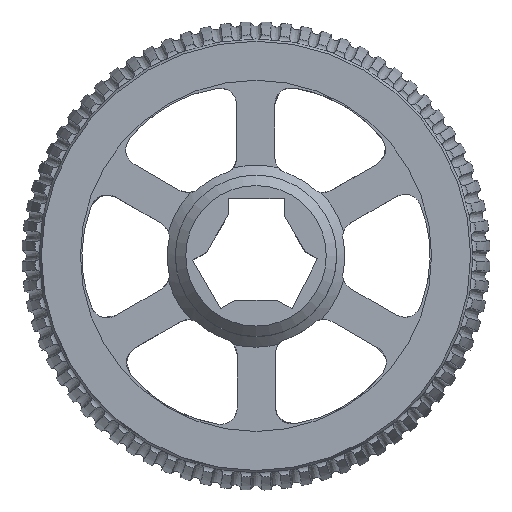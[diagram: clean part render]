
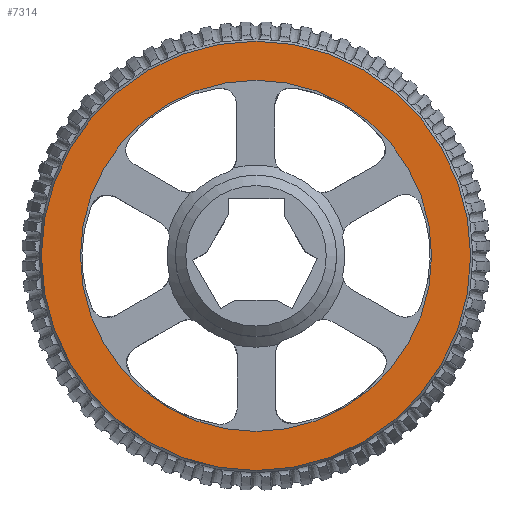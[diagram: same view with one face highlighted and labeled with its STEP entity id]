
A CAD part, top view. The second image highlights one B-rep face of the part: STEP entity #7314.
In plain terms, the highlighted planar face has unit normal (0, 0, 1).
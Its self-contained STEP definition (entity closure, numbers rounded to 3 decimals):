
#2061=CARTESIAN_POINT('',(-22.042,-6.098,13.674));
#2062=VERTEX_POINT('',#2061);
#2072=CARTESIAN_POINT('',(-22.042,0.652,13.674));
#2073=DIRECTION('',(-0.,0.,1.));
#2074=DIRECTION('',(0.,-1.,0.));
#2075=AXIS2_PLACEMENT_3D('',#2072,#2073,#2074);
#2076=CIRCLE('',#2075,6.75);
#2077=EDGE_CURVE('',#2062,#2062,#2076,.T.);
#7084=CARTESIAN_POINT('',(-22.042,-7.598,13.674));
#7085=VERTEX_POINT('',#7084);
#7109=CARTESIAN_POINT('',(-22.042,0.652,13.674));
#7110=DIRECTION('',(0.,-0.,-1.));
#7111=DIRECTION('',(0.,-1.,0.));
#7112=AXIS2_PLACEMENT_3D('',#7109,#7110,#7111);
#7113=CIRCLE('',#7112,8.25);
#7114=EDGE_CURVE('',#7085,#7085,#7113,.T.);
#7298=CARTESIAN_POINT('',(-22.042,-7.598,13.674));
#7299=DIRECTION('',(-0.,0.,1.));
#7300=DIRECTION('',(0.,1.,-0.));
#7301=AXIS2_PLACEMENT_3D('',#7298,#7299,#7300);
#7302=PLANE('',#7301);
#7303=ORIENTED_EDGE('',*,*,#2077,.F.);
#7304=CARTESIAN_POINT('',(-22.042,-7.598,13.674));
#7305=DIRECTION('',(0.,1.,-0.));
#7306=VECTOR('',#7305,1.5);
#7307=LINE('',#7304,#7306);
#7308=EDGE_CURVE('',#7085,#2062,#7307,.T.);
#7309=ORIENTED_EDGE('',*,*,#7308,.F.);
#7310=ORIENTED_EDGE('',*,*,#7114,.F.);
#7311=ORIENTED_EDGE('',*,*,#7308,.T.);
#7312=EDGE_LOOP('',(#7303,#7309,#7310,#7311));
#7313=FACE_BOUND('',#7312,.T.);
#7314=ADVANCED_FACE('',(#7313),#7302,.T.);
